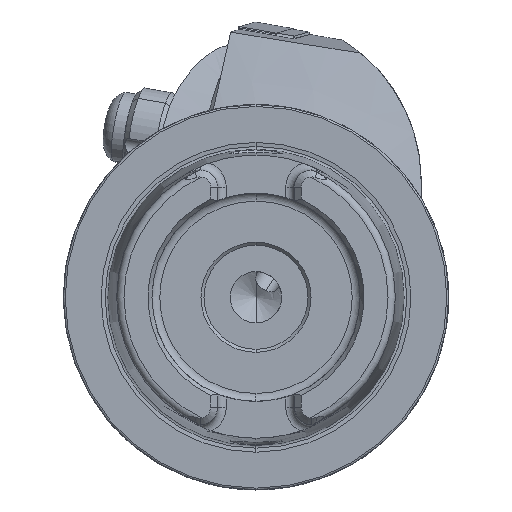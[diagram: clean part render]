
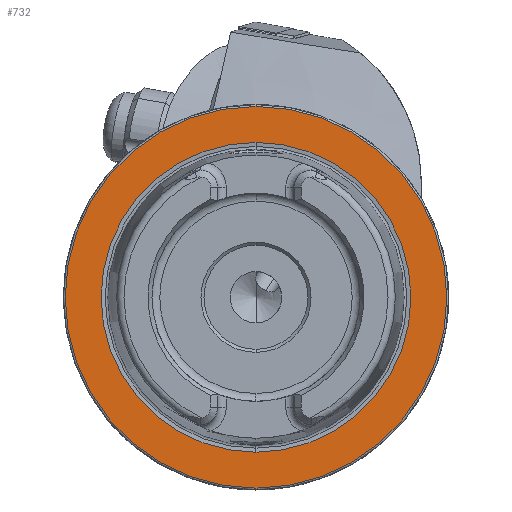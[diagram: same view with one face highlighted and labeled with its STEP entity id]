
A CAD part, left-side view. The second image highlights one B-rep face of the part: STEP entity #732.
In plain terms, the highlighted planar face has unit normal (-1, 0, 0).
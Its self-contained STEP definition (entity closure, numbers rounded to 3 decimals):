
#732 = ADVANCED_FACE ( 'NONE', ( #7825, #1457 ), #5659, .F. ) ;
#1318 = EDGE_LOOP ( 'NONE', ( #4628, #16366 ) ) ;
#1457 = FACE_OUTER_BOUND ( 'NONE', #13898, .T. ) ;
#1588 = CARTESIAN_POINT ( 'NONE',  ( 0., 0., 31.2 ) ) ;
#1696 = EDGE_CURVE ( 'NONE', #13917, #15040, #10880, .T. ) ;
#2289 = CARTESIAN_POINT ( 'NONE',  ( 0., 0., 0. ) ) ;
#2703 = AXIS2_PLACEMENT_3D ( 'NONE', #17332, #10138, #15740 ) ;
#2786 = CARTESIAN_POINT ( 'NONE',  ( 0., 0., -25.324 ) ) ;
#3109 = DIRECTION ( 'NONE',  ( -1., 0., 0. ) ) ;
#3530 = CIRCLE ( 'NONE', #2703, 25.324 ) ;
#4290 = CIRCLE ( 'NONE', #16254, 31.2 ) ;
#4628 = ORIENTED_EDGE ( 'NONE', *, *, #6339, .F. ) ;
#4655 = CIRCLE ( 'NONE', #10398, 31.2 ) ;
#5659 = PLANE ( 'NONE',  #12420 ) ;
#5953 = CARTESIAN_POINT ( 'NONE',  ( 0., 0., 25.324 ) ) ;
#6339 = EDGE_CURVE ( 'NONE', #15040, #13917, #3530, .T. ) ;
#6423 = VERTEX_POINT ( 'NONE', #17695 ) ;
#7052 = DIRECTION ( 'NONE',  ( 0., 0., -1. ) ) ;
#7825 = FACE_BOUND ( 'NONE', #1318, .T. ) ;
#9777 = ORIENTED_EDGE ( 'NONE', *, *, #15173, .T. ) ;
#9830 = CARTESIAN_POINT ( 'NONE',  ( 0., 31.2, 0. ) ) ;
#10138 = DIRECTION ( 'NONE',  ( -1., 0., 0. ) ) ;
#10398 = AXIS2_PLACEMENT_3D ( 'NONE', #11535, #3109, #12961 ) ;
#10880 = CIRCLE ( 'NONE', #14598, 25.324 ) ;
#11535 = CARTESIAN_POINT ( 'NONE',  ( 0., 0., 0. ) ) ;
#12146 = DIRECTION ( 'NONE',  ( -1., 0., 0. ) ) ;
#12266 = DIRECTION ( 'NONE',  ( -1., 0., 0. ) ) ;
#12420 = AXIS2_PLACEMENT_3D ( 'NONE', #9830, #15557, #7052 ) ;
#12961 = DIRECTION ( 'NONE',  ( 0., 0., 1. ) ) ;
#13898 = EDGE_LOOP ( 'NONE', ( #9777, #16794 ) ) ;
#13917 = VERTEX_POINT ( 'NONE', #2786 ) ;
#14111 = EDGE_CURVE ( 'NONE', #6423, #18214, #4655, .T. ) ;
#14598 = AXIS2_PLACEMENT_3D ( 'NONE', #15179, #12146, #16610 ) ;
#15040 = VERTEX_POINT ( 'NONE', #5953 ) ;
#15074 = DIRECTION ( 'NONE',  ( 0., 0., 1. ) ) ;
#15173 = EDGE_CURVE ( 'NONE', #18214, #6423, #4290, .T. ) ;
#15179 = CARTESIAN_POINT ( 'NONE',  ( 0., 0., 0. ) ) ;
#15557 = DIRECTION ( 'NONE',  ( 1., 0., 0. ) ) ;
#15740 = DIRECTION ( 'NONE',  ( 0., 0., 1. ) ) ;
#16254 = AXIS2_PLACEMENT_3D ( 'NONE', #2289, #12266, #15074 ) ;
#16366 = ORIENTED_EDGE ( 'NONE', *, *, #1696, .F. ) ;
#16610 = DIRECTION ( 'NONE',  ( 0., 0., 1. ) ) ;
#16794 = ORIENTED_EDGE ( 'NONE', *, *, #14111, .T. ) ;
#17332 = CARTESIAN_POINT ( 'NONE',  ( 0., 0., 0. ) ) ;
#17695 = CARTESIAN_POINT ( 'NONE',  ( 0., 0., -31.2 ) ) ;
#18214 = VERTEX_POINT ( 'NONE', #1588 ) ;
